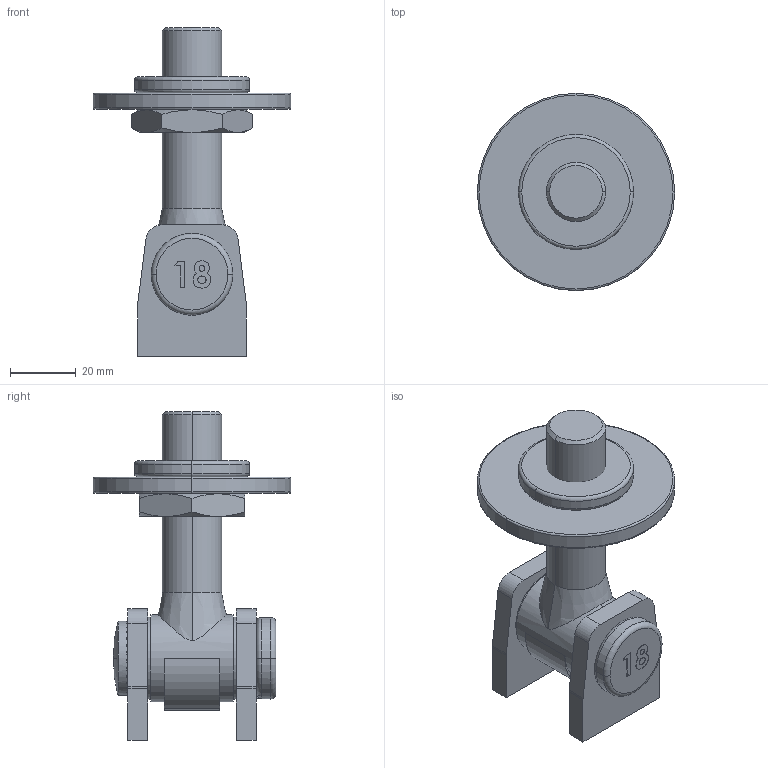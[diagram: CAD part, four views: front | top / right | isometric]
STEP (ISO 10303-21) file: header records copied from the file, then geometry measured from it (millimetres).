
FILE_DESCRIPTION (( 'STEP AP203' ), '1' );
FILE_NAME ('160-M18.STEP', '2019-09-05T06:19:00', ( '' ), ( '' ), 'SwSTEP 2.0', 'SolidWorks 2015', '' );
FILE_SCHEMA (( 'CONFIG_CONTROL_DESIGN' ));
Length unit declared in the file: millimetre
Products named in the file (7): 160-M18 Teil4_160-M18 Teil4; 160-M18 Teil3_160-M18 Teil3; 160-M18 Teil6_160-M18 Teil6; 160-M18 Teil2_160-M18 Teil2; 160-M18 Teil1_160-M18 Teil1; 160-M18 Teil5_160-M18 Teil5; 160-M18
Assembly tree (8 placements, depth 2):
  160-M18
    160-M18 Teil4_160-M18 Teil4
    160-M18 Teil3_160-M18 Teil3  x2
    160-M18 Teil1_160-M18 Teil1  x2
    160-M18 Teil2_160-M18 Teil2
    160-M18 Teil5_160-M18 Teil5
    160-M18 Teil6_160-M18 Teil6
Bounding box: 60 x 60 x 100 mm (x, y, z)
Volume: 71635.5 mm3; surface area: 30488.9 mm2
Topology: 8 solids, 8 shells, 653 faces, 1706 edges, 1123 vertices
Faces by surface type: plane 371, bspline 182, cylinder 58, cone 26, torus 14, sphere 2
Entity records: 19572 total; most frequent: CARTESIAN_POINT 8764, ORIENTED_EDGE 2280, DIRECTION 1735, EDGE_CURVE 1140, VERTEX_POINT 747, VECTOR 663, LINE 663, AXIS2_PLACEMENT_3D 536
